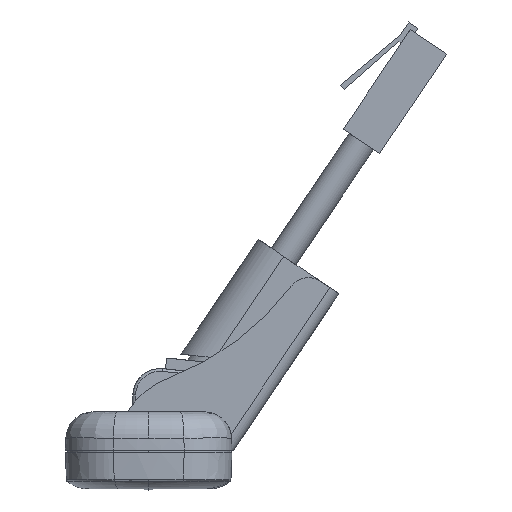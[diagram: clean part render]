
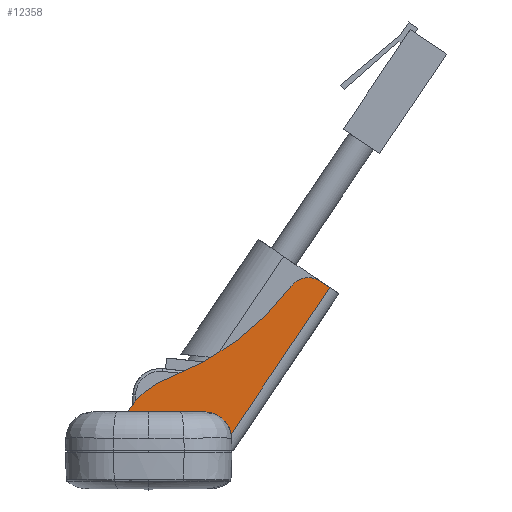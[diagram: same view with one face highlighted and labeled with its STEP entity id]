
A CAD part, left-side view. The second image highlights one B-rep face of the part: STEP entity #12358.
In plain terms, the highlighted face is planar.
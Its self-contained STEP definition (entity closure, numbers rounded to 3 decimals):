
#8170=DIRECTION('',(0.,0.829,-0.559));
#8171=VECTOR('',#8170,2.054);
#8172=CARTESIAN_POINT('',(30.,-33.172,-22.735));
#8173=LINE('',#8172,#8171);
#8174=DIRECTION('',(0.,-0.559,-0.829));
#8175=VECTOR('',#8174,32.343);
#8176=CARTESIAN_POINT('',(30.,-15.086,4.079));
#8177=LINE('',#8176,#8175);
#8178=CARTESIAN_POINT('',(30.,-10.172,5.));
#8179=DIRECTION('',(-1.,0.,0.));
#8180=DIRECTION('',(0.,0.,-1.));
#8181=AXIS2_PLACEMENT_3D('',#8178,#8179,#8180);
#8183=DIRECTION('',(0.,-1.,0.));
#8184=VECTOR('',#8183,14.046);
#8185=CARTESIAN_POINT('',(30.,3.875,0.));
#8186=LINE('',#8185,#8184);
#8187=CARTESIAN_POINT('',(30.,-8.906,7.852));
#8188=DIRECTION('',(1.,0.,0.));
#8189=DIRECTION('',(0.,0.352,-0.936));
#8190=AXIS2_PLACEMENT_3D('',#8187,#8188,#8189);
#8192=CARTESIAN_POINT('',(30.,13.943,-53.));
#8193=DIRECTION('',(-1.,0.,0.));
#8194=DIRECTION('',(0.,-0.8,0.601));
#8195=AXIS2_PLACEMENT_3D('',#8192,#8193,#8194);
#8197=CARTESIAN_POINT('',(30.,-29.232,-20.567));
#8198=DIRECTION('',(1.,0.,0.));
#8199=DIRECTION('',(0.,-0.559,-0.829));
#8200=AXIS2_PLACEMENT_3D('',#8197,#8198,#8199);
#8208=CARTESIAN_POINT('',(30.,-15.086,4.079));
#9844=CARTESIAN_POINT('',(30.,-10.172,0.));
#9846=VERTEX_POINT('',#9844);
#9900=CARTESIAN_POINT('',(30.,-3.633,-6.191));
#9902=VERTEX_POINT('',#9900);
#9988=CARTESIAN_POINT('',(30.,-26.034,-22.97));
#9989=VERTEX_POINT('',#9988);
#10056=CARTESIAN_POINT('',(30.,-33.172,-22.735));
#10057=CARTESIAN_POINT('',(30.,-31.469,-23.883));
#10058=VERTEX_POINT('',#10056);
#10059=VERTEX_POINT('',#10057);
#10205=VERTEX_POINT('',#8208);
#10446=CARTESIAN_POINT('',(30.,3.875,0.));
#10447=VERTEX_POINT('',#10446);
#12339=CARTESIAN_POINT('',(30.,28.362,68.493));
#12340=DIRECTION('',(1.,0.,0.));
#12341=DIRECTION('',(0.,0.,-1.));
#12342=AXIS2_PLACEMENT_3D('',#12339,#12340,#12341);
#12343=PLANE('',#12342);
#12344=ORIENTED_EDGE('',*,*,#12293,.F.);
#12346=ORIENTED_EDGE('',*,*,#12345,.F.);
#12348=ORIENTED_EDGE('',*,*,#12347,.F.);
#12350=ORIENTED_EDGE('',*,*,#12349,.F.);
#12352=ORIENTED_EDGE('',*,*,#12351,.F.);
#12353=ORIENTED_EDGE('',*,*,#12329,.F.);
#12355=ORIENTED_EDGE('',*,*,#12354,.F.);
#12356=EDGE_LOOP('',(#12344,#12346,#12348,#12350,#12352,#12353,#12355));
#12357=FACE_OUTER_BOUND('',#12356,.F.);
#12358=ADVANCED_FACE('',(#12357),#12343,.T.);
#8182=CIRCLE('',#8181,5.);
#8191=CIRCLE('',#8190,15.);
#8196=CIRCLE('',#8195,50.);
#8201=CIRCLE('',#8200,4.);
#12293=EDGE_CURVE('',#10058,#10059,#8173,.T.);
#12329=EDGE_CURVE('',#9989,#9902,#8196,.T.);
#12345=EDGE_CURVE('',#10205,#10058,#8177,.T.);
#12347=EDGE_CURVE('',#9846,#10205,#8182,.T.);
#12349=EDGE_CURVE('',#10447,#9846,#8186,.T.);
#12351=EDGE_CURVE('',#9902,#10447,#8191,.T.);
#12354=EDGE_CURVE('',#10059,#9989,#8201,.T.);
